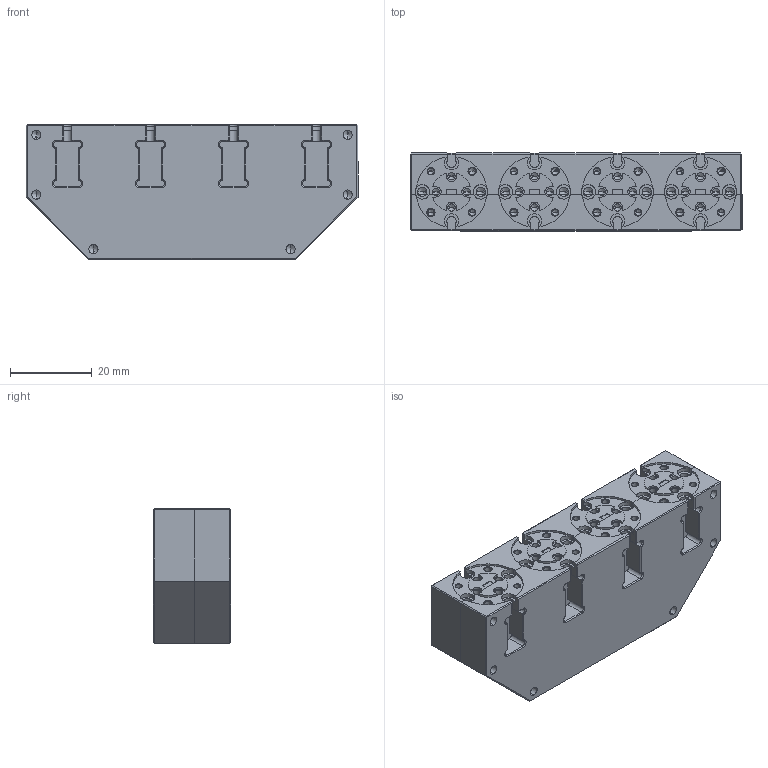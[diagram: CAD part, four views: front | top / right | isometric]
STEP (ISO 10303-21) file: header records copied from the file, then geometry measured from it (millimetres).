
FILE_DESCRIPTION (( 'STEP AP203' ), '1' );
FILE_NAME ('DMWP-10-141-IA3 DF.STEP', '2021-12-09T02:19:12', ( '' ), ( '' ), 'SwSTEP 2.0', 'SolidWorks 2021', '' );
FILE_SCHEMA (( 'CONFIG_CONTROL_DESIGN' ));
Products named in the file (1): DMWP-10-141-IA3 DF
Bounding box: 81.28 x 19.05 x 33.02 mm (x, y, z)
Volume: 41289.9 mm3; surface area: 21489.6 mm2
Topology: 32 solids, 32 shells, 1712 faces, 3988 edges, 2348 vertices
Faces by surface type: plane 603, cylinder 559, cone 550
Entity records: 48767 total; most frequent: CARTESIAN_POINT 9847, DIRECTION 8540, ORIENTED_EDGE 7744, EDGE_CURVE 3872, AXIS2_PLACEMENT_3D 3261, VERTEX_POINT 2348, LINE 2018, VECTOR 2018
